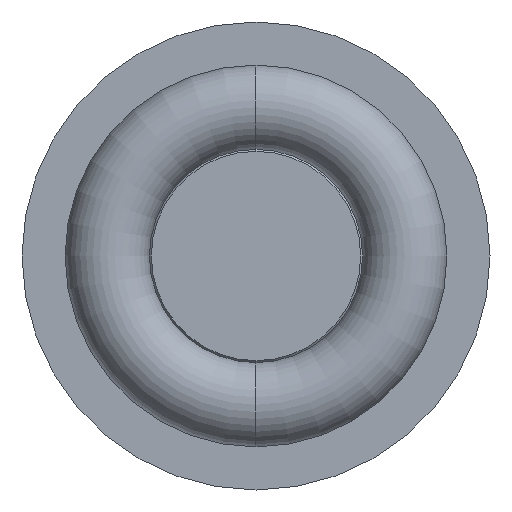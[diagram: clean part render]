
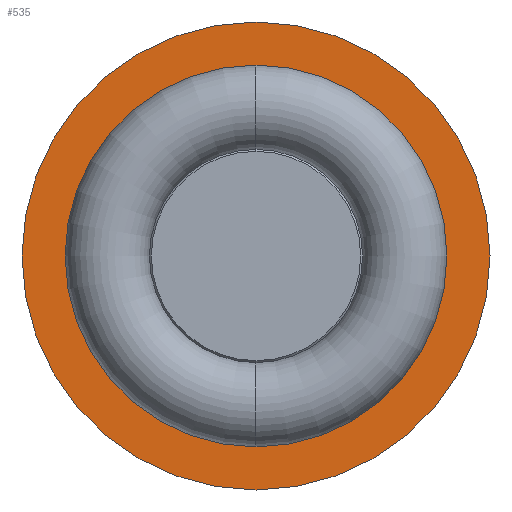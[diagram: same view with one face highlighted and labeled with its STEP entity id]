
A CAD part, left-side view. The second image highlights one B-rep face of the part: STEP entity #535.
In plain terms, the highlighted planar face has unit normal (-1, 0, 0).
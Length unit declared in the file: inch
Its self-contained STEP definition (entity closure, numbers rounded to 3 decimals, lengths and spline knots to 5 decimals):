
#48 = CIRCLE ( 'NONE', #50, 0.019 ) ;
#50 = AXIS2_PLACEMENT_3D ( 'NONE', #304, #182, #291 ) ;
#104 = DIRECTION ( 'NONE',  ( -1., 0., 0. ) ) ;
#106 = DIRECTION ( 'NONE',  ( 0., 0., 1. ) ) ;
#108 = FACE_BOUND ( 'NONE', #911, .T. ) ;
#113 = FACE_OUTER_BOUND ( 'NONE', #1041, .T. ) ;
#182 = DIRECTION ( 'NONE',  ( 1., 0., 0. ) ) ;
#195 = CARTESIAN_POINT ( 'NONE',  ( 0.108, 0.0155, 0. ) ) ;
#197 = PLANE ( 'NONE',  #668 ) ;
#291 = DIRECTION ( 'NONE',  ( 0., 0., -1. ) ) ;
#304 = CARTESIAN_POINT ( 'NONE',  ( 0.108, 0., 0. ) ) ;
#431 = CARTESIAN_POINT ( 'NONE',  ( 0.108, 0., 0.0155 ) ) ;
#464 = CARTESIAN_POINT ( 'NONE',  ( 0.108, 0., 0.019 ) ) ;
#467 = CARTESIAN_POINT ( 'NONE',  ( 0.108, 0., -0.0155 ) ) ;
#475 = CARTESIAN_POINT ( 'NONE',  ( 0.108, 0., -0.019 ) ) ;
#515 = EDGE_CURVE ( 'NONE', #808, #959, #633, .T. ) ;
#518 = EDGE_CURVE ( 'NONE', #959, #808, #637, .T. ) ;
#521 = EDGE_CURVE ( 'NONE', #1092, #994, #634, .T. ) ;
#535 = ADVANCED_FACE ( 'NONE', ( #108, #113 ), #197, .T. ) ;
#604 = EDGE_CURVE ( 'NONE', #994, #1092, #48, .T. ) ;
#633 = CIRCLE ( 'NONE', #636, 0.0155 ) ;
#634 = CIRCLE ( 'NONE', #677, 0.019 ) ;
#636 = AXIS2_PLACEMENT_3D ( 'NONE', #937, #1015, #992 ) ;
#637 = CIRCLE ( 'NONE', #640, 0.0155 ) ;
#640 = AXIS2_PLACEMENT_3D ( 'NONE', #956, #1075, #966 ) ;
#668 = AXIS2_PLACEMENT_3D ( 'NONE', #195, #104, #106 ) ;
#677 = AXIS2_PLACEMENT_3D ( 'NONE', #946, #794, #939 ) ;
#793 = ORIENTED_EDGE ( 'NONE', *, *, #518, .T. ) ;
#794 = DIRECTION ( 'NONE',  ( 1., 0., 0. ) ) ;
#808 = VERTEX_POINT ( 'NONE', #431 ) ;
#879 = ORIENTED_EDGE ( 'NONE', *, *, #521, .F. ) ;
#904 = ORIENTED_EDGE ( 'NONE', *, *, #604, .F. ) ;
#911 = EDGE_LOOP ( 'NONE', ( #793, #969 ) ) ;
#937 = CARTESIAN_POINT ( 'NONE',  ( 0.108, 0., 0. ) ) ;
#939 = DIRECTION ( 'NONE',  ( 0., 0., -1. ) ) ;
#946 = CARTESIAN_POINT ( 'NONE',  ( 0.108, 0., 0. ) ) ;
#956 = CARTESIAN_POINT ( 'NONE',  ( 0.108, 0., 0. ) ) ;
#959 = VERTEX_POINT ( 'NONE', #467 ) ;
#966 = DIRECTION ( 'NONE',  ( 0., 0., -1. ) ) ;
#969 = ORIENTED_EDGE ( 'NONE', *, *, #515, .T. ) ;
#992 = DIRECTION ( 'NONE',  ( 0., 0., -1. ) ) ;
#994 = VERTEX_POINT ( 'NONE', #464 ) ;
#1015 = DIRECTION ( 'NONE',  ( 1., 0., 0. ) ) ;
#1041 = EDGE_LOOP ( 'NONE', ( #879, #904 ) ) ;
#1075 = DIRECTION ( 'NONE',  ( 1., 0., 0. ) ) ;
#1092 = VERTEX_POINT ( 'NONE', #475 ) ;
